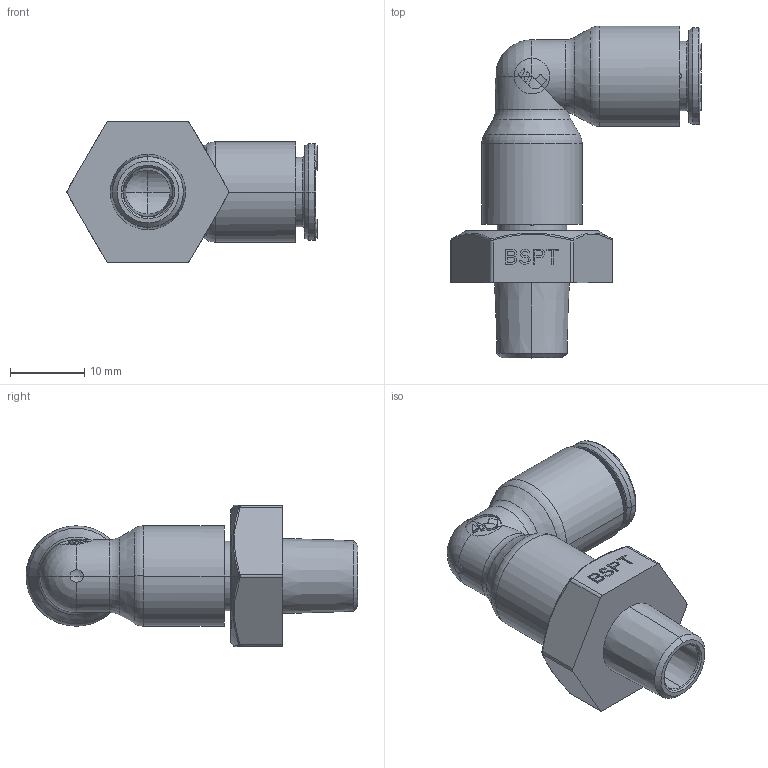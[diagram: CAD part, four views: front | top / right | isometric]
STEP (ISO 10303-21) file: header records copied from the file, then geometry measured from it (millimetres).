
FILE_DESCRIPTION(('STEP AP214'),'1');
FILE_NAME('6879_08_10.stp','2016-07-07T14:48:21',('TraceParts'),('TraceParts S.A.'),'Spatial InterOp 3D',' ',' ');
FILE_SCHEMA(('automotive_design'));
Length unit declared in the file: millimetre
Products named in the file (12): 6879 08 10|44108-19_ASM_2073#44108-19_ASM|44108-30_2069#44108-30;Solide1; 6879 08 10|44108-19_ASM_2073#44108-19_ASM|44108-32_2070#44108-32;Solide1; 6879 08 10|44108-19_ASM_2073#44108-19_ASM|44108_2071#44108;Solide1; 6879 08 10|44108-19_ASM_2073#44108-19_ASM|44108-40_2072#44108-40;Solide1; 6879 08 10|44108-19_ASM_2075#44108-19_ASM|44108-30_2069#44108-30;Solide1; 6879 08 10|44108-19_ASM_2075#44108-19_ASM|44108-32_2070#44108-32;Solide1; 6879 08 10|44108-19_ASM_2075#44108-19_ASM|44108_2071#44108;Solide1; 6879 08 10|44108-19_ASM_2075#44108-19_ASM|44108-40_2072#44108-40;Solide1; 6879 08 10|44518-02_2068#44518-02;Solide1; 6879 08 10|44108-11-10-ASM_2074#44108-11-10-ASM;Solide1; 6879 08 10|44108-11-10-ASM_2076#44108-11-10-ASM;Solide1; 6879 08 10|44518-34_RAINURE_2077#44518-34_RAINURE;Solide1
Bounding box: 33.64 x 44.65 x 19 mm (x, y, z)
Volume: 5154.8 mm3; surface area: 9021 mm2
Topology: 12 solids, 12 shells, 1549 faces, 4129 edges, 2665 vertices
Faces by surface type: plane 966, cone 172, cylinder 172, bspline 125, torus 99, sphere 15
Entity records: 67049 total; most frequent: CARTESIAN_POINT 16084, ORIENTED_EDGE 8242, DIRECTION 7538, EDGE_CURVE 4121, LINE 2944, VECTOR 2944, VERTEX_POINT 2665, AXIS2_PLACEMENT_3D 2297
